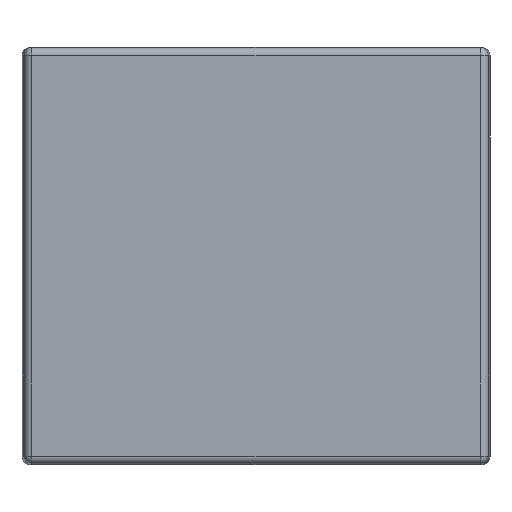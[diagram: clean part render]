
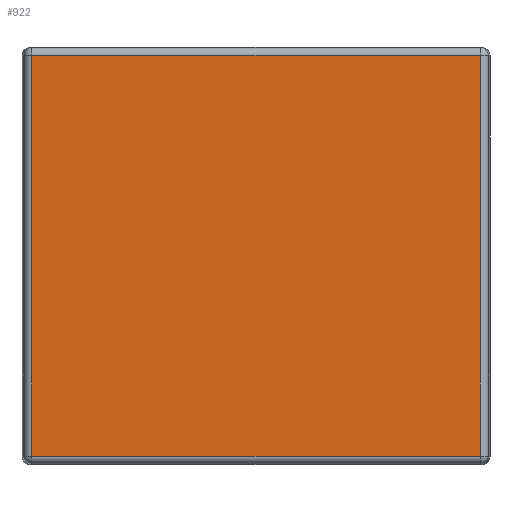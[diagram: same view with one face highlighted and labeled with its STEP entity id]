
A CAD part, top view. The second image highlights one B-rep face of the part: STEP entity #922.
In plain terms, the highlighted planar face has unit normal (0, 0, 1).
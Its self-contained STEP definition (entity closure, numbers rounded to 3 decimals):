
#361 = VERTEX_POINT('',#362);
#362 = CARTESIAN_POINT('',(-2.957,7.42,16.31));
#369 = EDGE_CURVE('',#361,#370,#372,.T.);
#370 = VERTEX_POINT('',#371);
#371 = CARTESIAN_POINT('',(24.997,7.42,16.31));
#372 = LINE('',#373,#374);
#373 = CARTESIAN_POINT('',(-3.453,7.42,16.31));
#374 = VECTOR('',#375,1.);
#375 = DIRECTION('',(1.,0.,0.));
#922 = ADVANCED_FACE('',(#923),#948,.T.);
#923 = FACE_BOUND('',#924,.T.);
#924 = EDGE_LOOP('',(#925,#935,#941,#942));
#925 = ORIENTED_EDGE('',*,*,#926,.F.);
#926 = EDGE_CURVE('',#927,#929,#931,.T.);
#927 = VERTEX_POINT('',#928);
#928 = CARTESIAN_POINT('',(24.997,-17.58,16.31));
#929 = VERTEX_POINT('',#930);
#930 = CARTESIAN_POINT('',(-2.957,-17.58,16.31));
#931 = LINE('',#932,#933);
#932 = CARTESIAN_POINT('',(25.493,-17.58,16.31));
#933 = VECTOR('',#934,1.);
#934 = DIRECTION('',(-1.,0.,0.));
#935 = ORIENTED_EDGE('',*,*,#936,.T.);
#936 = EDGE_CURVE('',#927,#370,#937,.T.);
#937 = LINE('',#938,#939);
#938 = CARTESIAN_POINT('',(24.997,-18.08,16.31));
#939 = VECTOR('',#940,1.);
#940 = DIRECTION('',(0.,1.,0.));
#941 = ORIENTED_EDGE('',*,*,#369,.F.);
#942 = ORIENTED_EDGE('',*,*,#943,.F.);
#943 = EDGE_CURVE('',#929,#361,#944,.T.);
#944 = LINE('',#945,#946);
#945 = CARTESIAN_POINT('',(-2.957,-18.08,16.31));
#946 = VECTOR('',#947,1.);
#947 = DIRECTION('',(0.,1.,0.));
#948 = PLANE('',#949);
#949 = AXIS2_PLACEMENT_3D('',#950,#951,#952);
#950 = CARTESIAN_POINT('',(11.02,-5.08,16.31));
#951 = DIRECTION('',(0.,0.,1.));
#952 = DIRECTION('',(1.,0.,0.));
